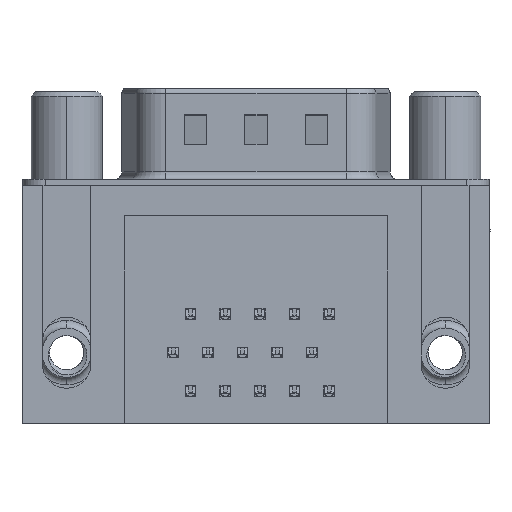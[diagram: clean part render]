
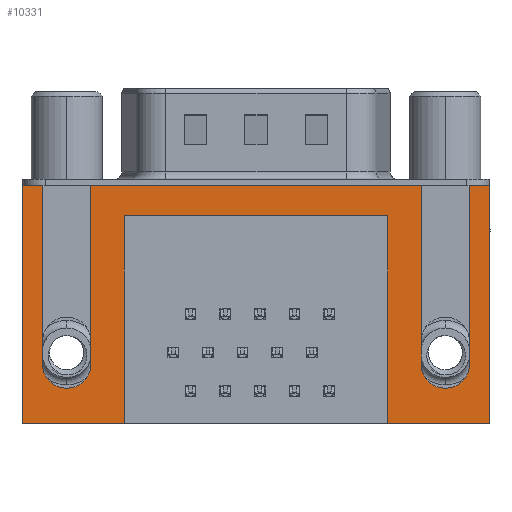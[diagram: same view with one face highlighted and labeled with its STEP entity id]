
A CAD part, front view. The second image highlights one B-rep face of the part: STEP entity #10331.
In plain terms, the highlighted planar face has unit normal (0, -1, 0).
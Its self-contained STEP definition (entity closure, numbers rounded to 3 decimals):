
#542 = LINE ( 'NONE', #9932, #8996 ) ;
#740 = CARTESIAN_POINT ( 'NONE',  ( 1.6, -6.275, 0. ) ) ;
#806 = DIRECTION ( 'NONE',  ( 0., 0., -1. ) ) ;
#987 = VECTOR ( 'NONE', #3551, 1000. ) ;
#1346 = VECTOR ( 'NONE', #9732, 1000. ) ;
#1675 = EDGE_CURVE ( 'NONE', #7098, #4627, #13202, .T. ) ;
#2088 = VECTOR ( 'NONE', #11976, 1000. ) ;
#2155 = DIRECTION ( 'NONE',  ( 0., -1., 0. ) ) ;
#2555 = DIRECTION ( 'NONE',  ( 0., 0., 1. ) ) ;
#2934 = ORIENTED_EDGE ( 'NONE', *, *, #20720, .F. ) ;
#3068 = EDGE_CURVE ( 'NONE', #8236, #21422, #19517, .T. ) ;
#3126 = LINE ( 'NONE', #9011, #11588 ) ;
#3252 = CARTESIAN_POINT ( 'NONE',  ( -2.91, -6.275, 0. ) ) ;
#3323 = DIRECTION ( 'NONE',  ( 0., 0., 1. ) ) ;
#3331 = ORIENTED_EDGE ( 'NONE', *, *, #11993, .F. ) ;
#3388 = CIRCLE ( 'NONE', #12924, 1.6 ) ;
#3395 = CARTESIAN_POINT ( 'NONE',  ( 27.9, -6.275, -15.7 ) ) ;
#3415 = EDGE_CURVE ( 'NONE', #4443, #17217, #542, .T. ) ;
#3507 = VECTOR ( 'NONE', #21588, 1000. ) ;
#3551 = DIRECTION ( 'NONE',  ( 0., 0., -1. ) ) ;
#3568 = VERTEX_POINT ( 'NONE', #20361 ) ;
#3761 = VERTEX_POINT ( 'NONE', #16410 ) ;
#3979 = EDGE_CURVE ( 'NONE', #20916, #18506, #6574, .T. ) ;
#4300 = VERTEX_POINT ( 'NONE', #17834 ) ;
#4342 = VECTOR ( 'NONE', #13484, 1000. ) ;
#4443 = VERTEX_POINT ( 'NONE', #14810 ) ;
#4595 = CARTESIAN_POINT ( 'NONE',  ( 23.39, -6.275, 0. ) ) ;
#4627 = VERTEX_POINT ( 'NONE', #15340 ) ;
#4755 = VECTOR ( 'NONE', #7937, 1000. ) ;
#4842 = FACE_OUTER_BOUND ( 'NONE', #16798, .T. ) ;
#4952 = CIRCLE ( 'NONE', #16194, 1.6 ) ;
#5150 = CARTESIAN_POINT ( 'NONE',  ( -2.91, -6.275, 0. ) ) ;
#5483 = EDGE_CURVE ( 'NONE', #13449, #20916, #7275, .T. ) ;
#5871 = LINE ( 'NONE', #19842, #1346 ) ;
#6286 = CARTESIAN_POINT ( 'NONE',  ( 1.6, -6.275, -11.78 ) ) ;
#6549 = ORIENTED_EDGE ( 'NONE', *, *, #3415, .F. ) ;
#6574 = LINE ( 'NONE', #16990, #2088 ) ;
#6663 = VECTOR ( 'NONE', #20366, 1000. ) ;
#6693 = CARTESIAN_POINT ( 'NONE',  ( 24.99, -6.275, -13.38 ) ) ;
#6785 = CARTESIAN_POINT ( 'NONE',  ( -2.91, -6.275, -2.5 ) ) ;
#7083 = ORIENTED_EDGE ( 'NONE', *, *, #3068, .F. ) ;
#7098 = VERTEX_POINT ( 'NONE', #3395 ) ;
#7224 = VERTEX_POINT ( 'NONE', #6693 ) ;
#7275 = CIRCLE ( 'NONE', #18812, 1.6 ) ;
#7312 = EDGE_CURVE ( 'NONE', #21422, #8082, #20142, .T. ) ;
#7461 = DIRECTION ( 'NONE',  ( 0., -1., 0. ) ) ;
#7547 = CARTESIAN_POINT ( 'NONE',  ( 0., -6.275, -11.78 ) ) ;
#7596 = CARTESIAN_POINT ( 'NONE',  ( -2.91, -6.275, 0. ) ) ;
#7743 = DIRECTION ( 'NONE',  ( -1., 0., 0. ) ) ;
#7777 = EDGE_CURVE ( 'NONE', #18033, #3761, #7991, .T. ) ;
#7902 = EDGE_CURVE ( 'NONE', #18506, #12695, #14855, .T. ) ;
#7937 = DIRECTION ( 'NONE',  ( -1., 0., 0. ) ) ;
#7991 = LINE ( 'NONE', #14776, #3507 ) ;
#8082 = VERTEX_POINT ( 'NONE', #10509 ) ;
#8236 = VERTEX_POINT ( 'NONE', #12563 ) ;
#8477 = DIRECTION ( 'NONE',  ( 0., -1., 0. ) ) ;
#8668 = ORIENTED_EDGE ( 'NONE', *, *, #16362, .F. ) ;
#8996 = VECTOR ( 'NONE', #13326, 1000. ) ;
#9011 = CARTESIAN_POINT ( 'NONE',  ( -1.6, -6.275, 0. ) ) ;
#9266 = DIRECTION ( 'NONE',  ( 0., 0., -1. ) ) ;
#9370 = ORIENTED_EDGE ( 'NONE', *, *, #7312, .F. ) ;
#9581 = ORIENTED_EDGE ( 'NONE', *, *, #13688, .F. ) ;
#9732 = DIRECTION ( 'NONE',  ( 0., 0., -1. ) ) ;
#9753 = EDGE_CURVE ( 'NONE', #7224, #15218, #19412, .T. ) ;
#9756 = LINE ( 'NONE', #17844, #14256 ) ;
#9932 = CARTESIAN_POINT ( 'NONE',  ( 3.79, -6.275, -2. ) ) ;
#10331 = ADVANCED_FACE ( 'NONE', ( #4842 ), #16894, .T. ) ;
#10509 = CARTESIAN_POINT ( 'NONE',  ( -1.6, -6.275, 0. ) ) ;
#10644 = VECTOR ( 'NONE', #11770, 1000. ) ;
#10672 = AXIS2_PLACEMENT_3D ( 'NONE', #17562, #7461, #19276 ) ;
#10687 = DIRECTION ( 'NONE',  ( 0., 0., -1. ) ) ;
#10871 = ORIENTED_EDGE ( 'NONE', *, *, #12389, .F. ) ;
#10915 = DIRECTION ( 'NONE',  ( 0., -1., 0. ) ) ;
#11070 = EDGE_CURVE ( 'NONE', #7098, #3761, #15118, .T. ) ;
#11588 = VECTOR ( 'NONE', #10687, 1000. ) ;
#11756 = DIRECTION ( 'NONE',  ( 1., 0., 0. ) ) ;
#11770 = DIRECTION ( 'NONE',  ( 0., 0., 1. ) ) ;
#11976 = DIRECTION ( 'NONE',  ( 0., 0., 1. ) ) ;
#11983 = CARTESIAN_POINT ( 'NONE',  ( 3.79, -6.275, -2. ) ) ;
#11993 = EDGE_CURVE ( 'NONE', #12695, #4300, #5871, .T. ) ;
#12182 = ORIENTED_EDGE ( 'NONE', *, *, #3979, .F. ) ;
#12281 = CARTESIAN_POINT ( 'NONE',  ( 24.99, -6.275, -11.78 ) ) ;
#12389 = EDGE_CURVE ( 'NONE', #8082, #3568, #3126, .T. ) ;
#12435 = CARTESIAN_POINT ( 'NONE',  ( 26.59, -6.275, 0. ) ) ;
#12563 = CARTESIAN_POINT ( 'NONE',  ( -2.91, -6.275, -15.7 ) ) ;
#12675 = CARTESIAN_POINT ( 'NONE',  ( 21.2, -6.275, -2. ) ) ;
#12695 = VERTEX_POINT ( 'NONE', #4595 ) ;
#12924 = AXIS2_PLACEMENT_3D ( 'NONE', #7547, #19363, #9266 ) ;
#13202 = LINE ( 'NONE', #19768, #4755 ) ;
#13316 = ORIENTED_EDGE ( 'NONE', *, *, #7777, .F. ) ;
#13326 = DIRECTION ( 'NONE',  ( -1., 0., 0. ) ) ;
#13449 = VERTEX_POINT ( 'NONE', #18236 ) ;
#13470 = CARTESIAN_POINT ( 'NONE',  ( 27.9, -6.275, -2.5 ) ) ;
#13484 = DIRECTION ( 'NONE',  ( 0., 0., 1. ) ) ;
#13570 = EDGE_CURVE ( 'NONE', #17217, #20511, #19485, .T. ) ;
#13628 = AXIS2_PLACEMENT_3D ( 'NONE', #6785, #8477, #20308 ) ;
#13688 = EDGE_CURVE ( 'NONE', #4300, #7224, #4952, .T. ) ;
#13994 = DIRECTION ( 'NONE',  ( 0., 0., 1. ) ) ;
#14256 = VECTOR ( 'NONE', #7743, 1000. ) ;
#14340 = VECTOR ( 'NONE', #11756, 1000. ) ;
#14708 = VECTOR ( 'NONE', #2555, 1000. ) ;
#14776 = CARTESIAN_POINT ( 'NONE',  ( -2.91, -6.275, 0. ) ) ;
#14810 = CARTESIAN_POINT ( 'NONE',  ( 21.2, -6.275, -2. ) ) ;
#14855 = LINE ( 'NONE', #3252, #14340 ) ;
#15118 = LINE ( 'NONE', #13470, #10644 ) ;
#15218 = VERTEX_POINT ( 'NONE', #20064 ) ;
#15224 = CARTESIAN_POINT ( 'NONE',  ( -2.91, -6.275, -2.5 ) ) ;
#15236 = CARTESIAN_POINT ( 'NONE',  ( 3.79, -6.275, -15.7 ) ) ;
#15340 = CARTESIAN_POINT ( 'NONE',  ( 21.2, -6.275, -15.7 ) ) ;
#15353 = EDGE_CURVE ( 'NONE', #15218, #18033, #17807, .T. ) ;
#16194 = AXIS2_PLACEMENT_3D ( 'NONE', #12281, #2155, #13994 ) ;
#16294 = CARTESIAN_POINT ( 'NONE',  ( 3.79, -6.275, -2. ) ) ;
#16362 = EDGE_CURVE ( 'NONE', #20511, #8236, #9756, .T. ) ;
#16410 = CARTESIAN_POINT ( 'NONE',  ( 27.9, -6.275, 0. ) ) ;
#16798 = EDGE_LOOP ( 'NONE', ( #17129, #19900, #9581, #3331, #19939, #12182, #18764, #2934, #10871, #9370, #7083, #8668, #16854, #6549, #17761, #20432, #20874, #13316 ) ) ;
#16854 = ORIENTED_EDGE ( 'NONE', *, *, #13570, .F. ) ;
#16876 = CARTESIAN_POINT ( 'NONE',  ( 26.59, -6.275, 0. ) ) ;
#16894 = PLANE ( 'NONE',  #13628 ) ;
#16990 = CARTESIAN_POINT ( 'NONE',  ( 1.6, -6.275, 0. ) ) ;
#17129 = ORIENTED_EDGE ( 'NONE', *, *, #15353, .F. ) ;
#17217 = VERTEX_POINT ( 'NONE', #16294 ) ;
#17562 = CARTESIAN_POINT ( 'NONE',  ( 24.99, -6.275, -11.78 ) ) ;
#17761 = ORIENTED_EDGE ( 'NONE', *, *, #21396, .F. ) ;
#17807 = LINE ( 'NONE', #16876, #4342 ) ;
#17834 = CARTESIAN_POINT ( 'NONE',  ( 23.39, -6.275, -11.78 ) ) ;
#17844 = CARTESIAN_POINT ( 'NONE',  ( 27.9, -6.275, -15.7 ) ) ;
#18033 = VERTEX_POINT ( 'NONE', #12435 ) ;
#18236 = CARTESIAN_POINT ( 'NONE',  ( 0., -6.275, -13.38 ) ) ;
#18506 = VERTEX_POINT ( 'NONE', #740 ) ;
#18692 = LINE ( 'NONE', #12675, #14708 ) ;
#18764 = ORIENTED_EDGE ( 'NONE', *, *, #5483, .F. ) ;
#18812 = AXIS2_PLACEMENT_3D ( 'NONE', #21040, #10915, #806 ) ;
#19003 = VECTOR ( 'NONE', #3323, 1000. ) ;
#19276 = DIRECTION ( 'NONE',  ( 0., 0., 1. ) ) ;
#19363 = DIRECTION ( 'NONE',  ( 0., -1., 0. ) ) ;
#19412 = CIRCLE ( 'NONE', #10672, 1.6 ) ;
#19485 = LINE ( 'NONE', #11983, #987 ) ;
#19517 = LINE ( 'NONE', #15224, #19003 ) ;
#19768 = CARTESIAN_POINT ( 'NONE',  ( 27.9, -6.275, -15.7 ) ) ;
#19842 = CARTESIAN_POINT ( 'NONE',  ( 23.39, -6.275, 0. ) ) ;
#19900 = ORIENTED_EDGE ( 'NONE', *, *, #9753, .F. ) ;
#19939 = ORIENTED_EDGE ( 'NONE', *, *, #7902, .F. ) ;
#20064 = CARTESIAN_POINT ( 'NONE',  ( 26.59, -6.275, -11.78 ) ) ;
#20142 = LINE ( 'NONE', #5150, #6663 ) ;
#20308 = DIRECTION ( 'NONE',  ( 0., 0., -1. ) ) ;
#20361 = CARTESIAN_POINT ( 'NONE',  ( -1.6, -6.275, -11.78 ) ) ;
#20366 = DIRECTION ( 'NONE',  ( 1., 0., 0. ) ) ;
#20432 = ORIENTED_EDGE ( 'NONE', *, *, #1675, .F. ) ;
#20511 = VERTEX_POINT ( 'NONE', #15236 ) ;
#20720 = EDGE_CURVE ( 'NONE', #3568, #13449, #3388, .T. ) ;
#20874 = ORIENTED_EDGE ( 'NONE', *, *, #11070, .T. ) ;
#20916 = VERTEX_POINT ( 'NONE', #6286 ) ;
#21040 = CARTESIAN_POINT ( 'NONE',  ( 0., -6.275, -11.78 ) ) ;
#21396 = EDGE_CURVE ( 'NONE', #4627, #4443, #18692, .T. ) ;
#21422 = VERTEX_POINT ( 'NONE', #7596 ) ;
#21588 = DIRECTION ( 'NONE',  ( 1., 0., 0. ) ) ;
